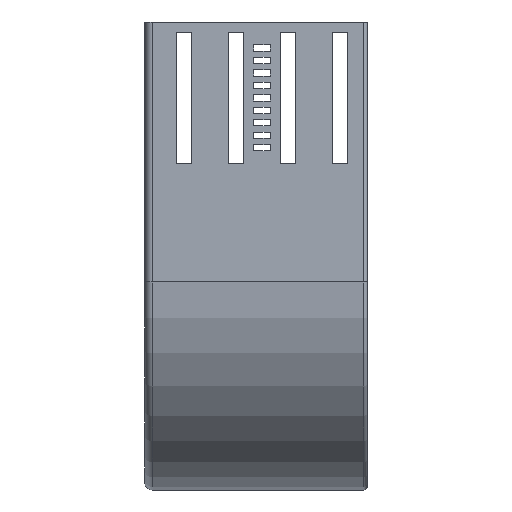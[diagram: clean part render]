
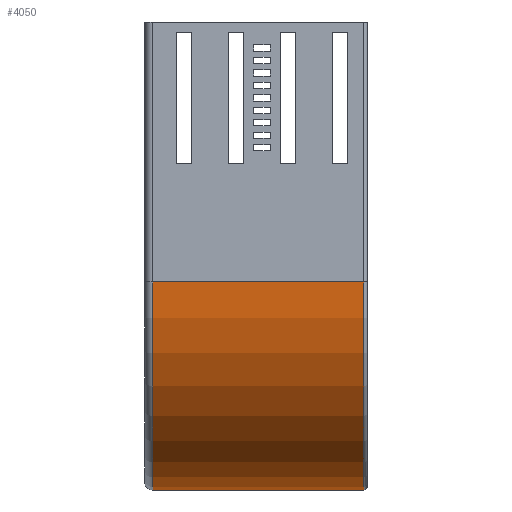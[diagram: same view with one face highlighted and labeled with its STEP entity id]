
A CAD part, left-side view. The second image highlights one B-rep face of the part: STEP entity #4050.
In plain terms, the highlighted cylindrical face has radius 100 mm (diameter 200 mm), a partial arc.
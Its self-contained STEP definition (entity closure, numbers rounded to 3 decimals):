
#76 = CIRCLE ( 'NONE', #13799, 100. ) ;
#255 = CARTESIAN_POINT ( 'NONE',  ( 100., 0., -125. ) ) ;
#545 = DIRECTION ( 'NONE',  ( -1., 0., 0. ) ) ;
#1132 = EDGE_CURVE ( 'NONE', #10350, #4992, #10332, .T. ) ;
#1209 = VECTOR ( 'NONE', #14206, 1000. ) ;
#1541 = LINE ( 'NONE', #14775, #10281 ) ;
#3318 = CARTESIAN_POINT ( 'NONE',  ( 100., 1.75, -225. ) ) ;
#3392 = CIRCLE ( 'NONE', #9725, 100. ) ;
#3854 = CARTESIAN_POINT ( 'NONE',  ( 100., 103.25, -225. ) ) ;
#4050 = ADVANCED_FACE ( 'NONE', ( #7993 ), #16163, .T. ) ;
#4056 = CARTESIAN_POINT ( 'NONE',  ( 0., 103.25, -125. ) ) ;
#4522 = DIRECTION ( 'NONE',  ( -1., 0., 0. ) ) ;
#4992 = VERTEX_POINT ( 'NONE', #4056 ) ;
#5148 = EDGE_CURVE ( 'NONE', #4992, #8428, #76, .T. ) ;
#5341 = ORIENTED_EDGE ( 'NONE', *, *, #14815, .F. ) ;
#5792 = CARTESIAN_POINT ( 'NONE',  ( 100., 103.25, -125. ) ) ;
#6865 = DIRECTION ( 'NONE',  ( 0., 1., 0. ) ) ;
#7715 = CARTESIAN_POINT ( 'NONE',  ( 0., 1.75, -125. ) ) ;
#7993 = FACE_OUTER_BOUND ( 'NONE', #16673, .T. ) ;
#8209 = CARTESIAN_POINT ( 'NONE',  ( 100., 1.75, -125. ) ) ;
#8428 = VERTEX_POINT ( 'NONE', #3854 ) ;
#8756 = VERTEX_POINT ( 'NONE', #3318 ) ;
#9582 = DIRECTION ( 'NONE',  ( 0., -1., 0. ) ) ;
#9725 = AXIS2_PLACEMENT_3D ( 'NONE', #8209, #9582, #4522 ) ;
#9886 = ORIENTED_EDGE ( 'NONE', *, *, #1132, .T. ) ;
#10281 = VECTOR ( 'NONE', #6865, 1000. ) ;
#10332 = LINE ( 'NONE', #15832, #1209 ) ;
#10350 = VERTEX_POINT ( 'NONE', #7715 ) ;
#11817 = EDGE_CURVE ( 'NONE', #8756, #8428, #1541, .T. ) ;
#13181 = ORIENTED_EDGE ( 'NONE', *, *, #11817, .F. ) ;
#13222 = AXIS2_PLACEMENT_3D ( 'NONE', #255, #14696, #14612 ) ;
#13699 = DIRECTION ( 'NONE',  ( 0., -1., 0. ) ) ;
#13799 = AXIS2_PLACEMENT_3D ( 'NONE', #5792, #13699, #545 ) ;
#14206 = DIRECTION ( 'NONE',  ( 0., 1., 0. ) ) ;
#14612 = DIRECTION ( 'NONE',  ( 0., 0., -1. ) ) ;
#14696 = DIRECTION ( 'NONE',  ( 0., -1., 0. ) ) ;
#14775 = CARTESIAN_POINT ( 'NONE',  ( 100., 0., -225. ) ) ;
#14815 = EDGE_CURVE ( 'NONE', #10350, #8756, #3392, .T. ) ;
#15832 = CARTESIAN_POINT ( 'NONE',  ( 0., 0., -125. ) ) ;
#16163 = CYLINDRICAL_SURFACE ( 'NONE', #13222, 100. ) ;
#16673 = EDGE_LOOP ( 'NONE', ( #16791, #13181, #5341, #9886 ) ) ;
#16791 = ORIENTED_EDGE ( 'NONE', *, *, #5148, .T. ) ;
